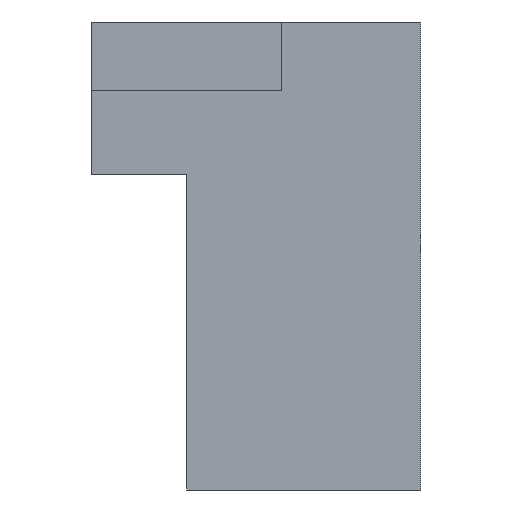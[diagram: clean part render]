
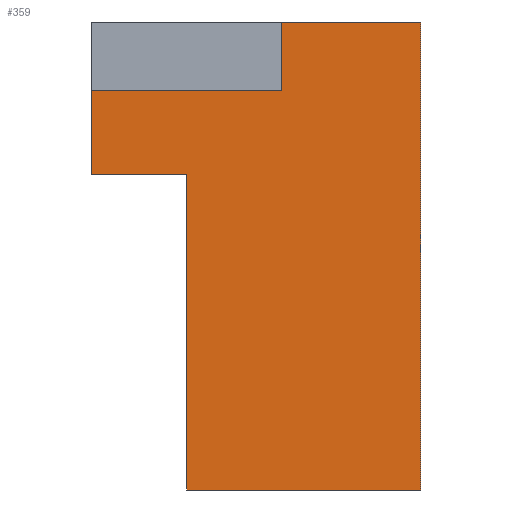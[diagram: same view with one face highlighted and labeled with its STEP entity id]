
A CAD part, left-side view. The second image highlights one B-rep face of the part: STEP entity #359.
In plain terms, the highlighted planar face has unit normal (-1, 0, 0).
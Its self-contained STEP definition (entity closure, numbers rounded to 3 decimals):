
#151 = VERTEX_POINT('',#152);
#152 = CARTESIAN_POINT('',(-25.99,24.,0.));
#160 = EDGE_CURVE('',#161,#151,#163,.T.);
#161 = VERTEX_POINT('',#162);
#162 = CARTESIAN_POINT('',(-25.99,24.,32.325));
#163 = LINE('',#164,#165);
#164 = CARTESIAN_POINT('',(-25.99,24.,32.325));
#165 = VECTOR('',#166,1.);
#166 = DIRECTION('',(0.,0.,-1.));
#324 = VERTEX_POINT('',#325);
#325 = CARTESIAN_POINT('',(-25.99,0.,0.));
#331 = EDGE_CURVE('',#151,#324,#332,.T.);
#332 = LINE('',#333,#334);
#333 = CARTESIAN_POINT('',(-25.99,33.8,0.));
#334 = VECTOR('',#335,1.);
#335 = DIRECTION('',(0.,-1.,0.));
#359 = ADVANCED_FACE('',(#360),#410,.T.);
#360 = FACE_BOUND('',#361,.T.);
#361 = EDGE_LOOP('',(#362,#372,#378,#379,#380,#388,#396,#404));
#362 = ORIENTED_EDGE('',*,*,#363,.F.);
#363 = EDGE_CURVE('',#364,#366,#368,.T.);
#364 = VERTEX_POINT('',#365);
#365 = CARTESIAN_POINT('',(-25.99,33.8,32.325));
#366 = VERTEX_POINT('',#367);
#367 = CARTESIAN_POINT('',(-25.99,33.8,40.945));
#368 = LINE('',#369,#370);
#369 = CARTESIAN_POINT('',(-25.99,33.8,54.3));
#370 = VECTOR('',#371,1.);
#371 = DIRECTION('',(0.,0.,1.));
#372 = ORIENTED_EDGE('',*,*,#373,.T.);
#373 = EDGE_CURVE('',#364,#161,#374,.T.);
#374 = LINE('',#375,#376);
#375 = CARTESIAN_POINT('',(-25.99,33.8,32.325));
#376 = VECTOR('',#377,1.);
#377 = DIRECTION('',(0.,-1.,0.));
#378 = ORIENTED_EDGE('',*,*,#160,.T.);
#379 = ORIENTED_EDGE('',*,*,#331,.T.);
#380 = ORIENTED_EDGE('',*,*,#381,.T.);
#381 = EDGE_CURVE('',#324,#382,#384,.T.);
#382 = VERTEX_POINT('',#383);
#383 = CARTESIAN_POINT('',(-25.99,0.,47.945));
#384 = LINE('',#385,#386);
#385 = CARTESIAN_POINT('',(-25.99,0.,47.945));
#386 = VECTOR('',#387,1.);
#387 = DIRECTION('',(0.,0.,1.));
#388 = ORIENTED_EDGE('',*,*,#389,.F.);
#389 = EDGE_CURVE('',#390,#382,#392,.T.);
#390 = VERTEX_POINT('',#391);
#391 = CARTESIAN_POINT('',(-25.99,14.265,47.945));
#392 = LINE('',#393,#394);
#393 = CARTESIAN_POINT('',(-25.99,33.8,47.945));
#394 = VECTOR('',#395,1.);
#395 = DIRECTION('',(0.,-1.,0.));
#396 = ORIENTED_EDGE('',*,*,#397,.F.);
#397 = EDGE_CURVE('',#398,#390,#400,.T.);
#398 = VERTEX_POINT('',#399);
#399 = CARTESIAN_POINT('',(-25.99,14.265,40.945));
#400 = LINE('',#401,#402);
#401 = CARTESIAN_POINT('',(-25.99,14.265,47.945));
#402 = VECTOR('',#403,1.);
#403 = DIRECTION('',(0.,0.,1.));
#404 = ORIENTED_EDGE('',*,*,#405,.T.);
#405 = EDGE_CURVE('',#398,#366,#406,.T.);
#406 = LINE('',#407,#408);
#407 = CARTESIAN_POINT('',(-25.99,14.265,40.945));
#408 = VECTOR('',#409,1.);
#409 = DIRECTION('',(0.,1.,0.));
#410 = PLANE('',#411);
#411 = AXIS2_PLACEMENT_3D('',#412,#413,#414);
#412 = CARTESIAN_POINT('',(-25.99,14.041,25.442));
#413 = DIRECTION('',(-1.,-0.,-0.));
#414 = DIRECTION('',(0.,0.,-1.));
